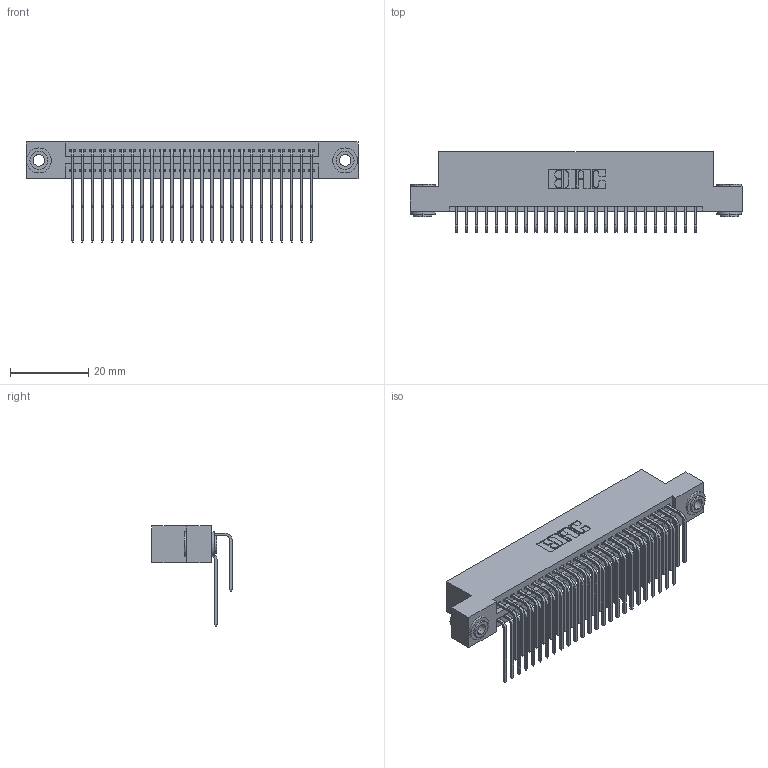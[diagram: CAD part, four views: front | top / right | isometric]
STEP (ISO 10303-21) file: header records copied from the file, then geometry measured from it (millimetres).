
FILE_DESCRIPTION (( 'STEP AP203' ), '1' );
FILE_NAME ('345-050-559-203.STEP', '2019-10-29T13:16:54', ( '' ), ( '' ), 'SwSTEP 2.0', 'SolidWorks 2016', '' );
FILE_SCHEMA (( 'CONFIG_CONTROL_DESIGN' ));
Length unit declared in the file: inch
Products named in the file (5): 345-250-002_345-250-002-102; 345-292-001_558 559 Tail - 1; 345-292-001_559 Tail - 2; 345-050-559-203; 345 Part_Flush Mounting Lugs - 0.156 Dia-TH
Assembly tree (53 placements, depth 2):
  345-050-559-203
    345 Part_Flush Mounting Lugs - 0.156 Dia-TH
    345-292-001_558 559 Tail - 1  x25
    345-292-001_559 Tail - 2  x25
    345-250-002_345-250-002-102  x2
Bounding box: 84.71 x 20.56 x 25.53 mm (x, y, z)
Volume: 8378.7 mm3; surface area: 13617.2 mm2
Topology: 53 solids, 53 shells, 2764 faces, 8167 edges, 5374 vertices
Faces by surface type: plane 1840, cylinder 916, cone 8
Entity records: 24206 total; most frequent: CARTESIAN_POINT 4094, ORIENTED_EDGE 3970, DIRECTION 3635, EDGE_CURVE 1985, VECTOR 1689, LINE 1689, VERTEX_POINT 1318, AXIS2_PLACEMENT_3D 973
